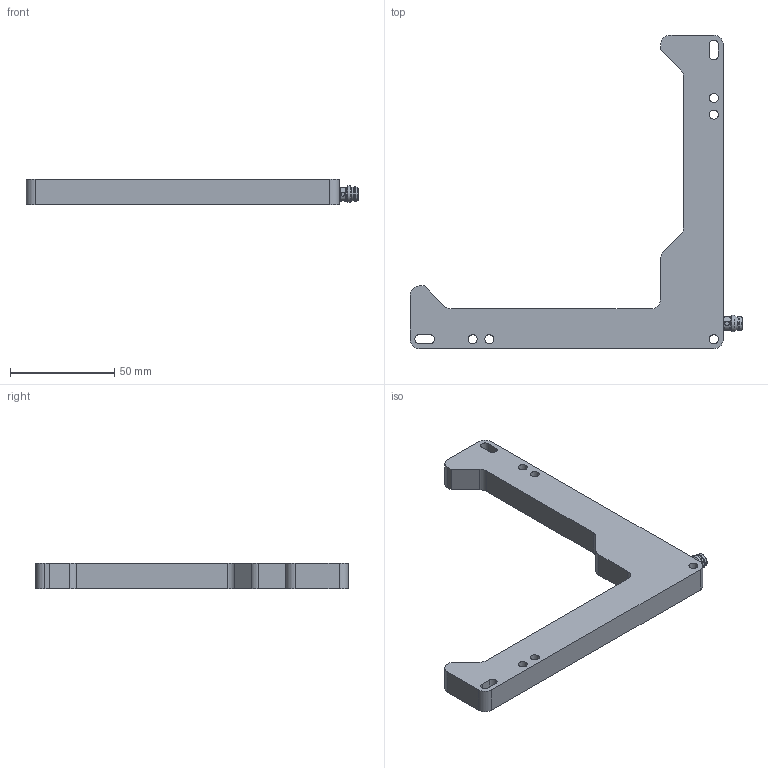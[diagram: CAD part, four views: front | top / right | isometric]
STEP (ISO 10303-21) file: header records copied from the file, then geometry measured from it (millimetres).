
FILE_DESCRIPTION (( 'STEP AP214' ), '1' );
FILE_NAME ('PSWR-0P-8F.STEP', '2018-05-30T17:56:20', ( '' ), ( '' ), 'SwSTEP 2.0', 'SolidWorks 2017', '' );
FILE_SCHEMA (( 'AUTOMOTIVE_DESIGN' ));
Length unit declared in the file: inch
Products named in the file (1): PSWR-0P-8F
Bounding box: 159 x 150 x 12 mm (x, y, z)
Volume: 69741.7 mm3; surface area: 20693.5 mm2
Topology: 1 solids, 1 shells, 90 faces, 222 edges, 146 vertices
Faces by surface type: plane 42, cylinder 41, cone 4, bspline 3
Full cylindrical faces by diameter (mm): 1 x3, 2 x4, 3 x2, 4.3 x5, 5.8 x1, 6.52 x3, 6.7 x1, 6.9 x1, 7.7 x2, 8 x1
Entity records: 3817 total; most frequent: CARTESIAN_POINT 582, DIRECTION 434, ORIENTED_EDGE 356, EDGE_CURVE 178, AXIS2_PLACEMENT_3D 172, EDGE_LOOP 150, VERTEX_POINT 136, FACE_OUTER_BOUND 113
